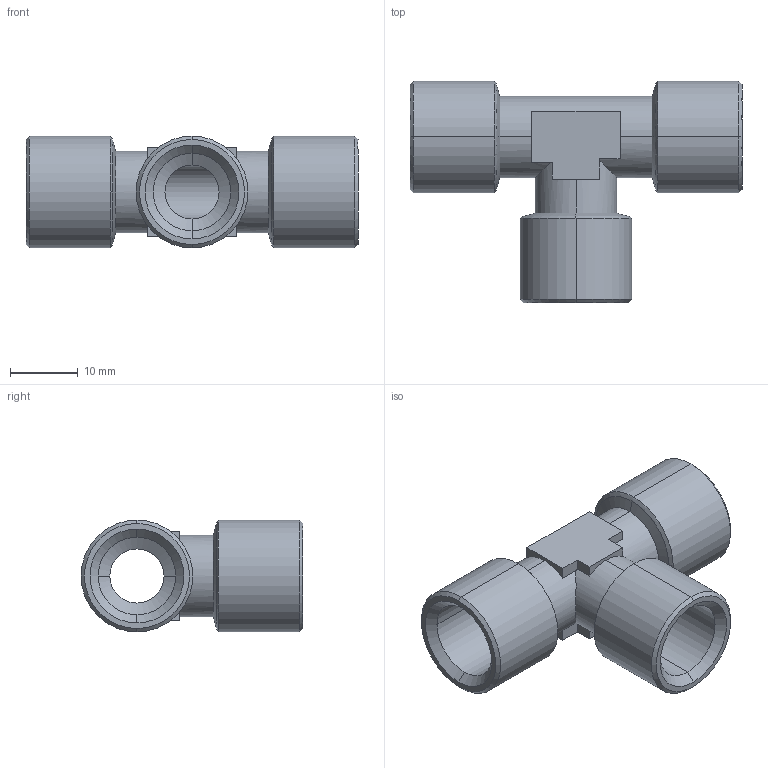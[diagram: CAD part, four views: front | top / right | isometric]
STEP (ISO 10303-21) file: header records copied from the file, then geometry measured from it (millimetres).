
FILE_DESCRIPTION (( 'STEP AP214' ), '1' );
FILE_NAME ('DRF.3F02.STEP', '2018-09-03T09:05:44', ( '' ), ( '' ), 'SwSTEP 2.0', 'SolidWorks 2018', '' );
FILE_SCHEMA (( 'AUTOMOTIVE_DESIGN' ));
Length unit declared in the file: millimetre
Products named in the file (1): DRF.3F02
Bounding box: 49 x 32.75 x 16.5 mm (x, y, z)
Volume: 6391.8 mm3; surface area: 5755.3 mm2
Topology: 1 solids, 1 shells, 73 faces, 190 edges, 118 vertices
Faces by surface type: cone 24, cylinder 22, plane 21, bspline 6
Entity records: 2352 total; most frequent: CARTESIAN_POINT 508, DIRECTION 402, ORIENTED_EDGE 380, EDGE_CURVE 190, AXIS2_PLACEMENT_3D 156, VERTEX_POINT 118, LINE 90, VECTOR 90
